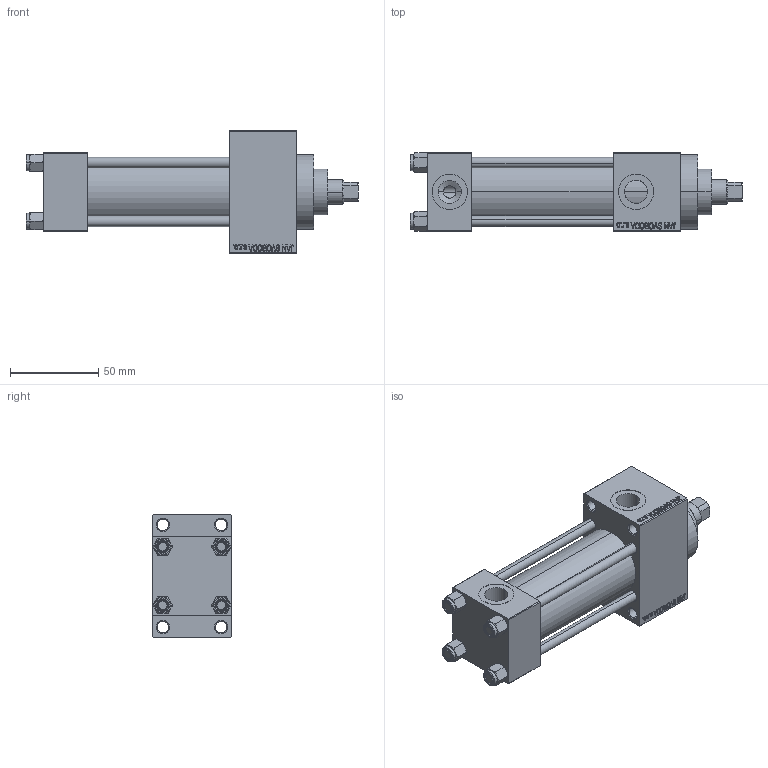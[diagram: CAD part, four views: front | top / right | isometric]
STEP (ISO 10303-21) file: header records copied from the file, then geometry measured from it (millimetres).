
FILE_DESCRIPTION (( 'STEP AP203' ), '1' );
FILE_NAME ('c2e1.STEP', '2022-04-14T14:03:18', ( '' ), ( '' ), 'SwSTEP 2.0', 'SolidWorks 2019', '' );
FILE_SCHEMA (( 'CONFIG_CONTROL_DESIGN' ));
Length unit declared in the file: millimetre
Products named in the file (6): V215CR_VCP_D 0d947c2371ef72f0e12d75bfcf1d10f4; V215CR_D_Body 0d947c2371ef72f0e12d75bfcf1d10f4; NUT_M5_D 0d947c2371ef72f0e12d75bfcf1d10f4; c2e1; V215_VC_A 0d947c2371ef72f0e12d75bfcf1d10f4; V215CR_D_TYCINKA 0d947c2371ef72f0e12d75bfcf1d10f4
Assembly tree (11 placements, depth 2):
  c2e1
    V215CR_D_Body 0d947c2371ef72f0e12d75bfcf1d10f4
    V215CR_VCP_D 0d947c2371ef72f0e12d75bfcf1d10f4
    NUT_M5_D 0d947c2371ef72f0e12d75bfcf1d10f4  x4
    V215CR_D_TYCINKA 0d947c2371ef72f0e12d75bfcf1d10f4  x4
    V215_VC_A 0d947c2371ef72f0e12d75bfcf1d10f4
Bounding box: 188 x 45 x 70 mm (x, y, z)
Volume: 91736.3 mm3; surface area: 85546 mm2
Topology: 10 solids, 11 shells, 1110 faces, 2762 edges, 1783 vertices
Faces by surface type: plane 498, bspline 368, cone 144, cylinder 92, torus 8
Entity records: 47366 total; most frequent: CARTESIAN_POINT 25090, ORIENTED_EDGE 5016, DIRECTION 3226, EDGE_CURVE 2508, VERTEX_POINT 1643, VECTOR 1508, LINE 1508, EDGE_LOOP 1123
